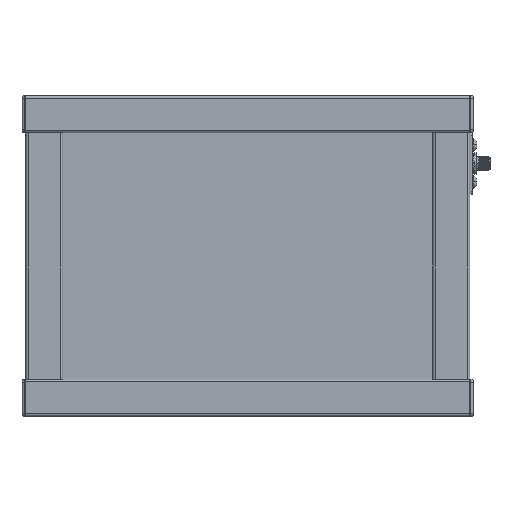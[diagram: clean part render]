
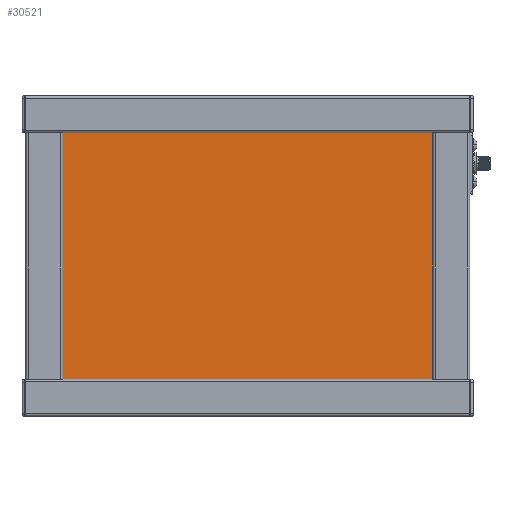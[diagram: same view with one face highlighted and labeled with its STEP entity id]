
A CAD part, top view. The second image highlights one B-rep face of the part: STEP entity #30521.
In plain terms, the highlighted planar face has unit normal (0, 0, 1).
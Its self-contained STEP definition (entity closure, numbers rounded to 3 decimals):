
#1329 = VECTOR ( 'NONE', #5219, 1000. ) ;
#1491 = CARTESIAN_POINT ( 'NONE',  ( -180., 115., -2.007 ) ) ;
#3976 = CARTESIAN_POINT ( 'NONE',  ( -30., 15., -2.007 ) ) ;
#4391 = DIRECTION ( 'NONE',  ( 0., 1., 0. ) ) ;
#4821 = AXIS2_PLACEMENT_3D ( 'NONE', #1491, #22680, #13847 ) ;
#5219 = DIRECTION ( 'NONE',  ( -1., 0., 0. ) ) ;
#5798 = CARTESIAN_POINT ( 'NONE',  ( -330., 215., -2.007 ) ) ;
#6106 = DIRECTION ( 'NONE',  ( 0., -1., 0. ) ) ;
#7833 = VERTEX_POINT ( 'NONE', #12752 ) ;
#9135 = VERTEX_POINT ( 'NONE', #5798 ) ;
#9909 = LINE ( 'NONE', #20530, #1329 ) ;
#10113 = VERTEX_POINT ( 'NONE', #38560 ) ;
#12365 = VECTOR ( 'NONE', #6106, 1000. ) ;
#12752 = CARTESIAN_POINT ( 'NONE',  ( -30., 215., -2.007 ) ) ;
#13579 = FACE_OUTER_BOUND ( 'NONE', #37226, .T. ) ;
#13847 = DIRECTION ( 'NONE',  ( -1., 0., 0. ) ) ;
#14284 = EDGE_CURVE ( 'NONE', #28944, #7833, #37099, .T. ) ;
#14746 = DIRECTION ( 'NONE',  ( 1., 0., 0. ) ) ;
#17022 = PLANE ( 'NONE',  #4821 ) ;
#20530 = CARTESIAN_POINT ( 'NONE',  ( -330., 215., -2.007 ) ) ;
#21021 = VECTOR ( 'NONE', #4391, 1000. ) ;
#22158 = ORIENTED_EDGE ( 'NONE', *, *, #14284, .T. ) ;
#22680 = DIRECTION ( 'NONE',  ( 0., 0., 1. ) ) ;
#23241 = EDGE_CURVE ( 'NONE', #7833, #9135, #9909, .T. ) ;
#23462 = CARTESIAN_POINT ( 'NONE',  ( -30., 15., -2.007 ) ) ;
#24011 = LINE ( 'NONE', #26592, #31604 ) ;
#24092 = ORIENTED_EDGE ( 'NONE', *, *, #37058, .T. ) ;
#26592 = CARTESIAN_POINT ( 'NONE',  ( -330., 15., -2.007 ) ) ;
#28010 = EDGE_CURVE ( 'NONE', #9135, #10113, #28424, .T. ) ;
#28424 = LINE ( 'NONE', #38933, #12365 ) ;
#28944 = VERTEX_POINT ( 'NONE', #23462 ) ;
#30521 = ADVANCED_FACE ( 'NONE', ( #13579 ), #17022, .T. ) ;
#31604 = VECTOR ( 'NONE', #14746, 1000. ) ;
#34294 = ORIENTED_EDGE ( 'NONE', *, *, #23241, .T. ) ;
#34904 = ORIENTED_EDGE ( 'NONE', *, *, #28010, .T. ) ;
#37058 = EDGE_CURVE ( 'NONE', #10113, #28944, #24011, .T. ) ;
#37099 = LINE ( 'NONE', #3976, #21021 ) ;
#37226 = EDGE_LOOP ( 'NONE', ( #34294, #34904, #24092, #22158 ) ) ;
#38560 = CARTESIAN_POINT ( 'NONE',  ( -330., 15., -2.007 ) ) ;
#38933 = CARTESIAN_POINT ( 'NONE',  ( -330., 15., -2.007 ) ) ;
